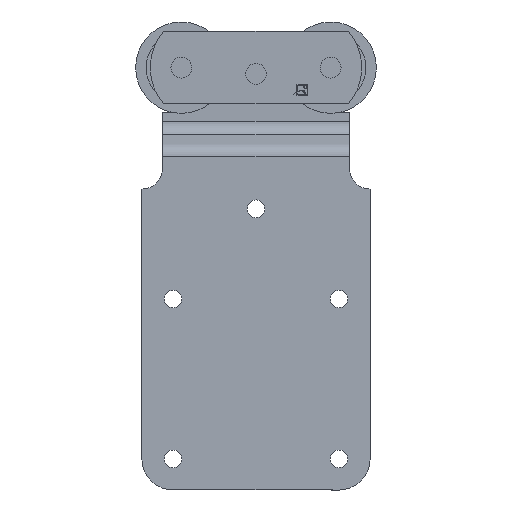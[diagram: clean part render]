
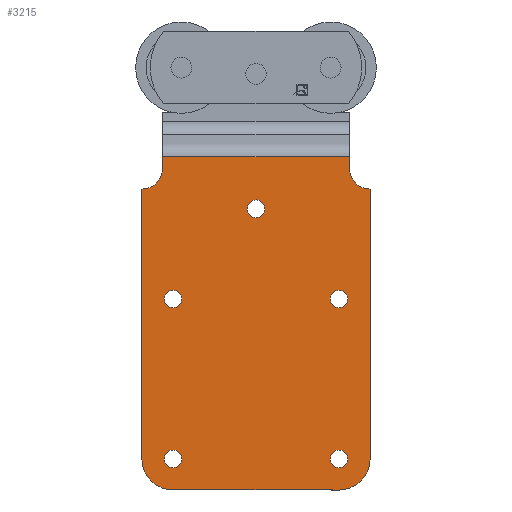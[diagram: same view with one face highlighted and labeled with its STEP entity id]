
A CAD part, front view. The second image highlights one B-rep face of the part: STEP entity #3215.
In plain terms, the highlighted face is planar.
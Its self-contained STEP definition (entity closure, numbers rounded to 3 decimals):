
#156=FACE_BOUND('',#510,.T.);
#157=FACE_BOUND('',#511,.T.);
#158=FACE_BOUND('',#512,.T.);
#159=FACE_BOUND('',#513,.T.);
#160=FACE_BOUND('',#514,.T.);
#214=PLANE('',#3653);
#320=FACE_OUTER_BOUND('',#509,.T.);
#509=EDGE_LOOP('',(#2469,#2470,#2471,#2472,#2473,#2474,#2475,#2476,#2477,
#2478));
#510=EDGE_LOOP('',(#2479));
#511=EDGE_LOOP('',(#2480));
#512=EDGE_LOOP('',(#2481));
#513=EDGE_LOOP('',(#2482));
#514=EDGE_LOOP('',(#2483));
#729=LINE('',#5334,#977);
#735=LINE('',#5349,#983);
#737=LINE('',#5355,#985);
#749=LINE('',#5388,#997);
#752=LINE('',#5396,#1000);
#755=LINE('',#5404,#1003);
#977=VECTOR('',#4230,10.);
#983=VECTOR('',#4246,10.);
#985=VECTOR('',#4254,10.);
#997=VECTOR('',#4296,10.);
#1000=VECTOR('',#4307,10.);
#1003=VECTOR('',#4316,10.);
#1187=CIRCLE('',#3624,10.);
#1188=CIRCLE('',#3627,15.);
#1189=CIRCLE('',#3634,4.25);
#1190=CIRCLE('',#3636,4.25);
#1191=CIRCLE('',#3638,4.25);
#1192=CIRCLE('',#3640,4.25);
#1193=CIRCLE('',#3642,4.25);
#1194=CIRCLE('',#3649,10.);
#1195=CIRCLE('',#3652,15.);
#1458=VERTEX_POINT('',#5331);
#1459=VERTEX_POINT('',#5333);
#1461=VERTEX_POINT('',#5341);
#1462=VERTEX_POINT('',#5343);
#1463=VERTEX_POINT('',#5347);
#1464=VERTEX_POINT('',#5351);
#1465=VERTEX_POINT('',#5366);
#1466=VERTEX_POINT('',#5370);
#1467=VERTEX_POINT('',#5374);
#1468=VERTEX_POINT('',#5378);
#1469=VERTEX_POINT('',#5382);
#1470=VERTEX_POINT('',#5386);
#1471=VERTEX_POINT('',#5395);
#1472=VERTEX_POINT('',#5399);
#1473=VERTEX_POINT('',#5403);
#1801=EDGE_CURVE('',#1459,#1458,#729,.T.);
#1806=EDGE_CURVE('',#1461,#1462,#1187,.T.);
#1809=EDGE_CURVE('',#1463,#1461,#735,.T.);
#1811=EDGE_CURVE('',#1464,#1463,#1188,.T.);
#1812=EDGE_CURVE('',#1462,#1458,#737,.T.);
#1819=EDGE_CURVE('',#1465,#1465,#1189,.T.);
#1821=EDGE_CURVE('',#1466,#1466,#1190,.T.);
#1823=EDGE_CURVE('',#1467,#1467,#1191,.T.);
#1825=EDGE_CURVE('',#1468,#1468,#1192,.T.);
#1827=EDGE_CURVE('',#1469,#1469,#1193,.T.);
#1829=EDGE_CURVE('',#1470,#1464,#749,.T.);
#1832=EDGE_CURVE('',#1459,#1471,#752,.T.);
#1834=EDGE_CURVE('',#1471,#1472,#1194,.T.);
#1836=EDGE_CURVE('',#1472,#1473,#755,.T.);
#1838=EDGE_CURVE('',#1473,#1470,#1195,.T.);
#2469=ORIENTED_EDGE('',*,*,#1801,.T.);
#2470=ORIENTED_EDGE('',*,*,#1812,.F.);
#2471=ORIENTED_EDGE('',*,*,#1806,.F.);
#2472=ORIENTED_EDGE('',*,*,#1809,.F.);
#2473=ORIENTED_EDGE('',*,*,#1811,.F.);
#2474=ORIENTED_EDGE('',*,*,#1829,.F.);
#2475=ORIENTED_EDGE('',*,*,#1838,.F.);
#2476=ORIENTED_EDGE('',*,*,#1836,.F.);
#2477=ORIENTED_EDGE('',*,*,#1834,.F.);
#2478=ORIENTED_EDGE('',*,*,#1832,.F.);
#2479=ORIENTED_EDGE('',*,*,#1819,.T.);
#2480=ORIENTED_EDGE('',*,*,#1821,.T.);
#2481=ORIENTED_EDGE('',*,*,#1823,.T.);
#2482=ORIENTED_EDGE('',*,*,#1825,.T.);
#2483=ORIENTED_EDGE('',*,*,#1827,.T.);
#3215=ADVANCED_FACE('',(#320,#156,#157,#158,#159,#160),#214,.T.);
#3624=AXIS2_PLACEMENT_3D('',#5344,#4240,#4241);
#3627=AXIS2_PLACEMENT_3D('',#5353,#4250,#4251);
#3634=AXIS2_PLACEMENT_3D('',#5368,#4271,#4272);
#3636=AXIS2_PLACEMENT_3D('',#5372,#4276,#4277);
#3638=AXIS2_PLACEMENT_3D('',#5376,#4281,#4282);
#3640=AXIS2_PLACEMENT_3D('',#5380,#4286,#4287);
#3642=AXIS2_PLACEMENT_3D('',#5384,#4291,#4292);
#3649=AXIS2_PLACEMENT_3D('',#5400,#4311,#4312);
#3652=AXIS2_PLACEMENT_3D('',#5407,#4320,#4321);
#3653=AXIS2_PLACEMENT_3D('',#5408,#4322,#4323);
#4230=DIRECTION('',(-1.,0.,0.));
#4240=DIRECTION('center_axis',(0.,0.,1.));
#4241=DIRECTION('ref_axis',(0.,1.,0.));
#4246=DIRECTION('',(0.,1.,0.));
#4250=DIRECTION('center_axis',(0.,0.,-1.));
#4251=DIRECTION('ref_axis',(-1.,0.,0.));
#4254=DIRECTION('',(0.,1.,0.));
#4271=DIRECTION('center_axis',(0.,0.,-1.));
#4272=DIRECTION('ref_axis',(-1.,0.,0.));
#4276=DIRECTION('center_axis',(0.,0.,-1.));
#4277=DIRECTION('ref_axis',(-1.,0.,0.));
#4281=DIRECTION('center_axis',(0.,0.,-1.));
#4282=DIRECTION('ref_axis',(-1.,0.,0.));
#4286=DIRECTION('center_axis',(0.,0.,-1.));
#4287=DIRECTION('ref_axis',(-1.,0.,0.));
#4291=DIRECTION('center_axis',(0.,0.,-1.));
#4292=DIRECTION('ref_axis',(-1.,0.,0.));
#4296=DIRECTION('',(-1.,0.,0.));
#4307=DIRECTION('',(0.,-1.,0.));
#4311=DIRECTION('center_axis',(0.,0.,1.));
#4312=DIRECTION('ref_axis',(1.,0.,0.));
#4316=DIRECTION('',(0.,-1.,0.));
#4320=DIRECTION('center_axis',(0.,0.,-1.));
#4321=DIRECTION('ref_axis',(0.,-1.,0.));
#4322=DIRECTION('center_axis',(0.,0.,1.));
#4323=DIRECTION('ref_axis',(1.,0.,0.));
#5331=CARTESIAN_POINT('',(-2.633,233.445,24.));
#5333=CARTESIAN_POINT('',(87.367,233.445,24.));
#5334=CARTESIAN_POINT('',(97.367,233.445,24.));
#5341=CARTESIAN_POINT('',(-12.633,217.885,24.));
#5343=CARTESIAN_POINT('',(-2.633,227.885,24.));
#5344=CARTESIAN_POINT('Origin',(-12.633,227.885,24.));
#5347=CARTESIAN_POINT('',(-12.633,87.885,24.));
#5349=CARTESIAN_POINT('',(-12.633,217.885,24.));
#5351=CARTESIAN_POINT('',(2.367,72.885,24.));
#5353=CARTESIAN_POINT('Origin',(2.367,87.885,24.));
#5355=CARTESIAN_POINT('',(-2.633,254.885,24.));
#5366=CARTESIAN_POINT('',(46.617,208.385,24.));
#5368=CARTESIAN_POINT('Origin',(42.367,208.385,24.));
#5370=CARTESIAN_POINT('',(6.617,164.885,24.));
#5372=CARTESIAN_POINT('Origin',(2.367,164.885,24.));
#5374=CARTESIAN_POINT('',(86.617,164.885,24.));
#5376=CARTESIAN_POINT('Origin',(82.367,164.885,24.));
#5378=CARTESIAN_POINT('',(6.617,87.885,24.));
#5380=CARTESIAN_POINT('Origin',(2.367,87.885,24.));
#5382=CARTESIAN_POINT('',(86.617,87.885,24.));
#5384=CARTESIAN_POINT('Origin',(82.367,87.885,24.));
#5386=CARTESIAN_POINT('',(82.367,72.885,24.));
#5388=CARTESIAN_POINT('',(2.367,72.885,24.));
#5395=CARTESIAN_POINT('',(87.367,227.885,24.));
#5396=CARTESIAN_POINT('',(87.367,227.885,24.));
#5399=CARTESIAN_POINT('',(97.367,217.885,24.));
#5400=CARTESIAN_POINT('Origin',(97.367,227.885,24.));
#5403=CARTESIAN_POINT('',(97.367,87.885,24.));
#5404=CARTESIAN_POINT('',(97.367,87.885,24.));
#5407=CARTESIAN_POINT('Origin',(82.367,87.885,24.));
#5408=CARTESIAN_POINT('Origin',(42.367,175.498,24.));
